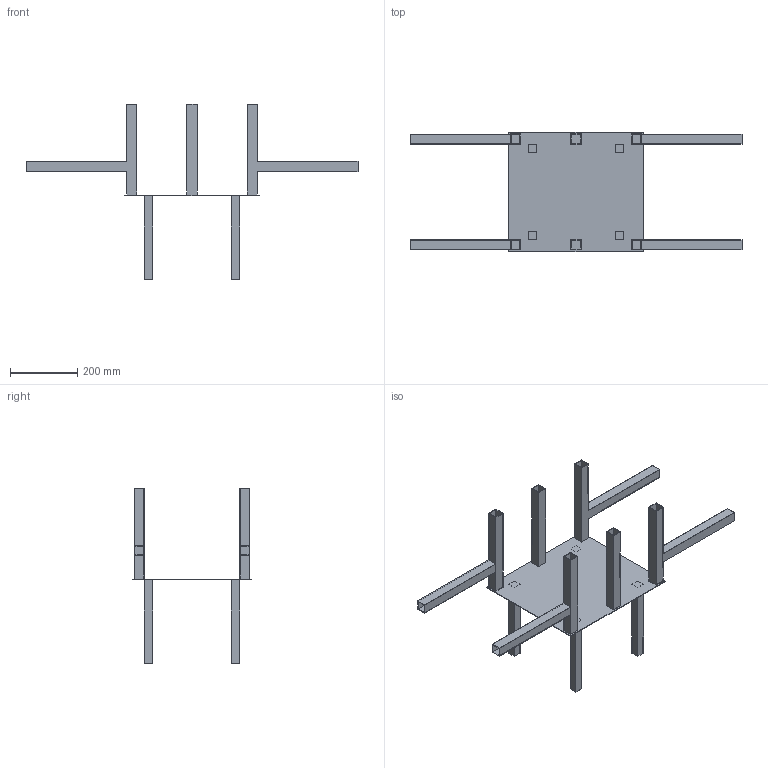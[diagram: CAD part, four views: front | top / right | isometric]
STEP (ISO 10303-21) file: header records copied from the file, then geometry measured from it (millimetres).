
FILE_DESCRIPTION (( 'STEP AP214' ), '1' );
FILE_NAME ('第二層上蓋.STEP', '2022-03-23T10:50:58', ( '' ), ( '' ), 'SwSTEP 2.0', 'SolidWorks 2020', '' );
FILE_SCHEMA (( 'AUTOMOTIVE_DESIGN' ));
Length unit declared in the file: millimetre
Products named in the file (1): 第二層上蓋
Bounding box: 990 x 355 x 522 mm (x, y, z)
Volume: 1056680 mm3; surface area: 1106700 mm2
Topology: 1 solids, 1 shells, 142 faces, 348 edges, 232 vertices
Faces by surface type: plane 142
Entity records: 4137 total; most frequent: CARTESIAN_POINT 723, ORIENTED_EDGE 696, DIRECTION 634, LINE 348, EDGE_CURVE 348, VECTOR 348, VERTEX_POINT 232, EDGE_LOOP 166
